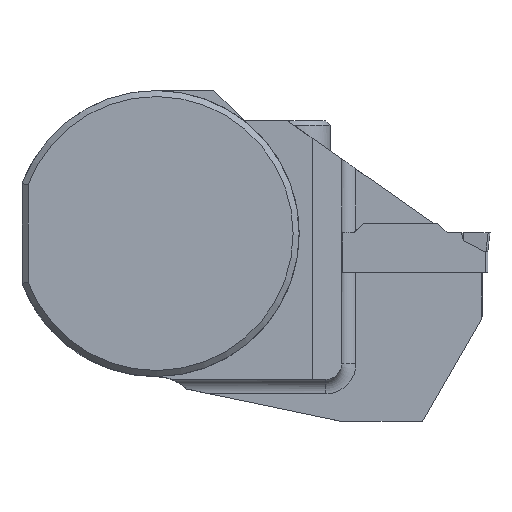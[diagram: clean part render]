
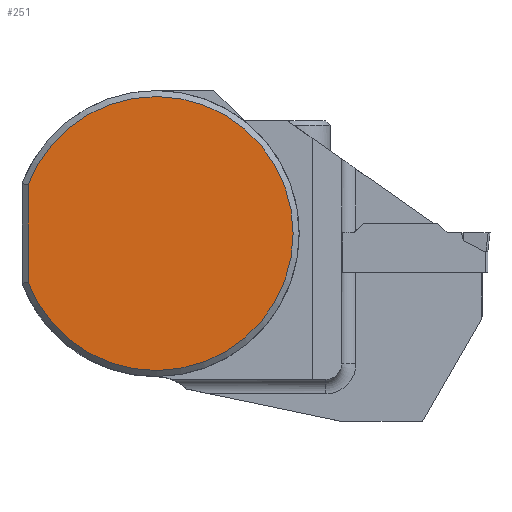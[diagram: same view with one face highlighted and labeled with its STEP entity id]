
A CAD part, top view. The second image highlights one B-rep face of the part: STEP entity #251.
In plain terms, the highlighted planar face has unit normal (0, 0, 1).
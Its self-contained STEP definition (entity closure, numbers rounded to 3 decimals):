
#187=CIRCLE('',#1881,15.325);
#251=ADVANCED_FACE('',(#389),#324,.F.);
#324=PLANE('',#1884);
#389=FACE_OUTER_BOUND('',#478,.T.);
#478=EDGE_LOOP('',(#885,#886));
#885=ORIENTED_EDGE('',*,*,#1360,.F.);
#886=ORIENTED_EDGE('',*,*,#1367,.T.);
#1154=VERTEX_POINT('',#2938);
#1155=VERTEX_POINT('',#2943);
#1360=EDGE_CURVE('',#1155,#1154,#1532,.T.);
#1367=EDGE_CURVE('',#1155,#1154,#187,.T.);
#1532=LINE('',#2944,#1683);
#1683=VECTOR('',#2252,1.);
#1881=AXIS2_PLACEMENT_3D('',#2959,#2275,#2276);
#1884=AXIS2_PLACEMENT_3D('',#2962,#2281,#2282);
#2252=DIRECTION('',(0.,1.,0.));
#2275=DIRECTION('',(0.,0.,1.));
#2276=DIRECTION('',(1.,0.,0.));
#2281=DIRECTION('',(0.,0.,-1.));
#2282=DIRECTION('',(1.,0.,0.));
#2938=CARTESIAN_POINT('',(-14.325,5.445,0.));
#2943=CARTESIAN_POINT('',(-14.325,-5.445,0.));
#2944=CARTESIAN_POINT('',(-14.325,16.,0.));
#2959=CARTESIAN_POINT('',(0.,0.,0.));
#2962=CARTESIAN_POINT('',(0.,0.,0.));
